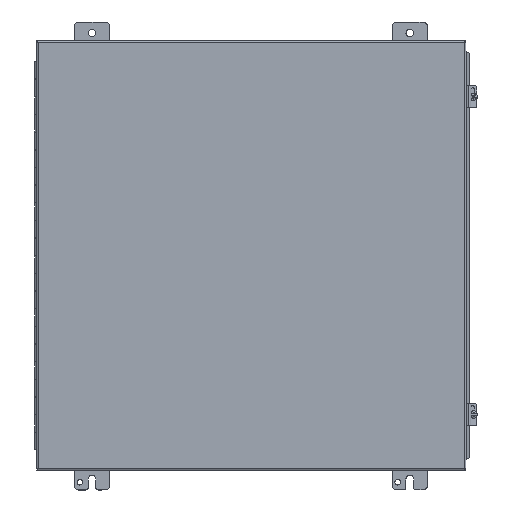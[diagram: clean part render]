
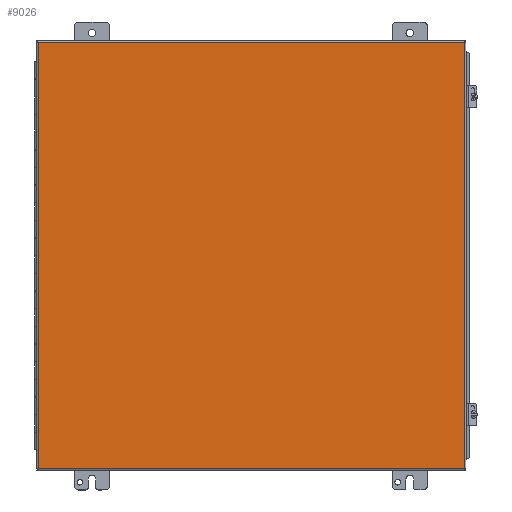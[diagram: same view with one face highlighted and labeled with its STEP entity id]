
A CAD part, top view. The second image highlights one B-rep face of the part: STEP entity #9026.
In plain terms, the highlighted planar face has unit normal (0, 0, 1).
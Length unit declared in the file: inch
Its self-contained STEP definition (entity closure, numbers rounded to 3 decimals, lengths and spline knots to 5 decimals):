
#435=PLANE('',#9919);
#848=FACE_OUTER_BOUND('',#1407,.T.);
#1407=EDGE_LOOP('',(#6670,#6671,#6672,#6673));
#2011=LINE('',#14669,#2840);
#2033=LINE('',#14819,#2862);
#2059=LINE('',#14879,#2888);
#2060=LINE('',#14883,#2889);
#2840=VECTOR('',#11304,0.3937);
#2862=VECTOR('',#11342,0.3937);
#2888=VECTOR('',#11412,0.3937);
#2889=VECTOR('',#11419,0.3937);
#3976=VERTEX_POINT('',#14469);
#4001=VERTEX_POINT('',#14600);
#4011=VERTEX_POINT('',#14668);
#4013=VERTEX_POINT('',#14759);
#4922=EDGE_CURVE('',#4011,#4001,#2011,.T.);
#4949=EDGE_CURVE('',#3976,#4013,#2033,.T.);
#4979=EDGE_CURVE('',#4001,#3976,#2059,.T.);
#4980=EDGE_CURVE('',#4013,#4011,#2060,.T.);
#6670=ORIENTED_EDGE('',*,*,#4979,.T.);
#6671=ORIENTED_EDGE('',*,*,#4949,.T.);
#6672=ORIENTED_EDGE('',*,*,#4980,.T.);
#6673=ORIENTED_EDGE('',*,*,#4922,.T.);
#9026=ADVANCED_FACE('',(#848),#435,.T.);
#9919=AXIS2_PLACEMENT_3D('',#14885,#11422,#11423);
#11304=DIRECTION('',(0.,-1.,0.));
#11342=DIRECTION('',(0.,1.,0.));
#11412=DIRECTION('',(1.,0.,0.));
#11419=DIRECTION('',(-1.,0.,0.));
#11422=DIRECTION('center_axis',(0.,0.,1.));
#11423=DIRECTION('ref_axis',(1.,0.,0.));
#14469=CARTESIAN_POINT('',(24.2204,0.0896,0.074));
#14600=CARTESIAN_POINT('',(0.0896,0.0896,0.074));
#14668=CARTESIAN_POINT('',(0.0896,24.2204,0.074));
#14669=CARTESIAN_POINT('',(0.0896,18.1877,0.074));
#14759=CARTESIAN_POINT('',(24.2204,24.2204,0.074));
#14819=CARTESIAN_POINT('',(24.2204,6.1223,0.074));
#14879=CARTESIAN_POINT('',(6.1223,0.0896,0.074));
#14883=CARTESIAN_POINT('',(18.1877,24.2204,0.074));
#14885=CARTESIAN_POINT('Origin',(12.155,12.155,0.074));
